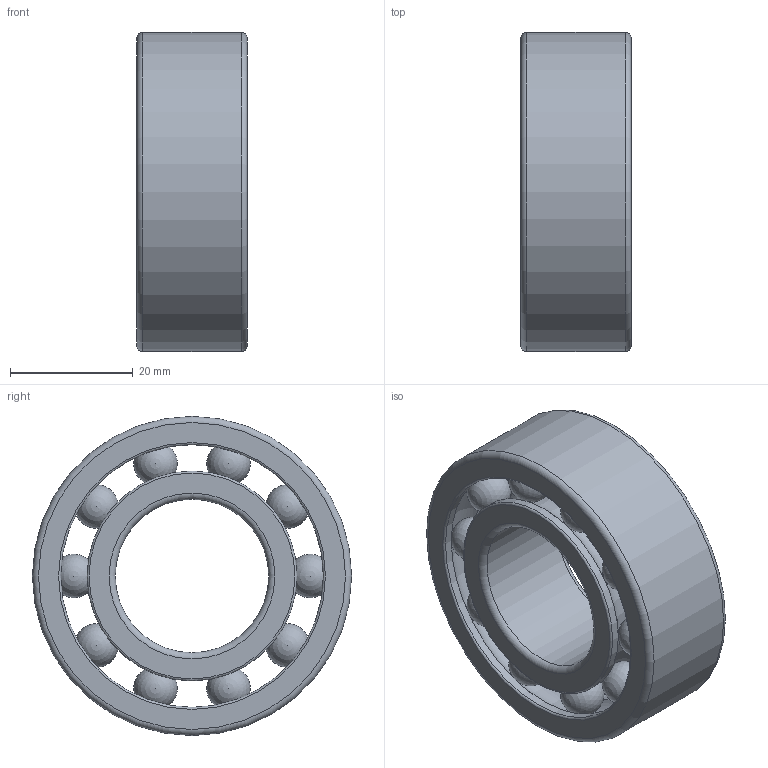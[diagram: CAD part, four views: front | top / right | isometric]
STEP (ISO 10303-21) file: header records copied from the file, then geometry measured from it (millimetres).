
FILE_DESCRIPTION( ( 'STEP AP203' ), '1' );
FILE_NAME( '4205 ATN9.stp', '2020-09-06T11:32:04', ( 'License CC BY-ND 4.0' ), ( 'CADENAS' ), ' ', 'PARTsolutions', ' ' );
FILE_SCHEMA( ( 'CONFIG_CONTROL_DESIGN' ) );
Length unit declared in the file: millimetre
Products named in the file (5): 4205 ATN9; _4205 ATN9_PART1; _4205 ATN9_PART2; _4205 ATN9_PART3; _4205 ATN9_PART4
Assembly tree (22 placements, depth 2):
  4205 ATN9
    _4205 ATN9_PART1
    _4205 ATN9_PART2
    _4205 ATN9_PART3  x10
    _4205 ATN9_PART4  x10
Bounding box: 18 x 52 x 52 mm (x, y, z)
Volume: 20990 mm3; surface area: 14300.5 mm2
Topology: 22 solids, 22 shells, 44 faces, 104 edges, 64 vertices
Faces by surface type: sphere 20, torus 12, cylinder 8, plane 4
Full cylindrical faces by diameter (mm): 25 x1, 34.2 x3, 42.8 x3, 52 x1
Entity records: 846 total; most frequent: DIRECTION 146, CARTESIAN_POINT 103, AXIS2_PLACEMENT_3D 73, EDGE_LOOP 48, ORIENTED_EDGE 48, FACE_OUTER_BOUND 44, VERTEX_POINT 30, PRODUCT_DEFINITION_SHAPE 27
